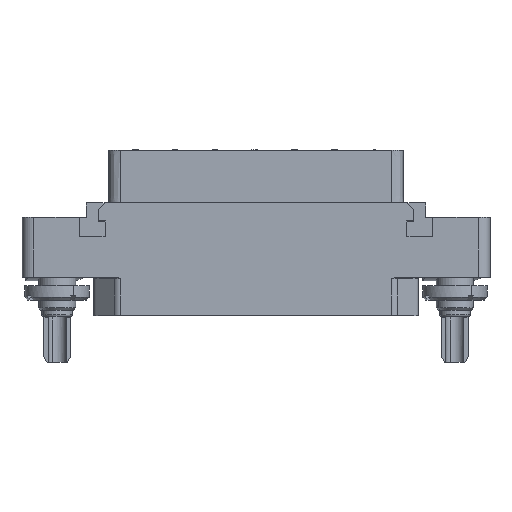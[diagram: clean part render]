
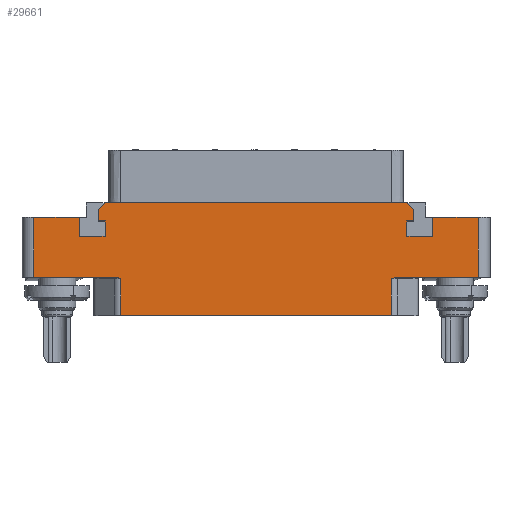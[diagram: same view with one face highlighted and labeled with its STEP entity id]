
A CAD part, top view. The second image highlights one B-rep face of the part: STEP entity #29661.
In plain terms, the highlighted planar face has unit normal (0, 0, 1).
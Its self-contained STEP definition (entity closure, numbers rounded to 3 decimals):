
#1=DIRECTION('',(1.,0.,0.));
#2=VECTOR('',#1,7.8);
#3=CARTESIAN_POINT('',(-38.,10.25,7.));
#4=LINE('',#3,#2);
#5=DIRECTION('',(0.,-1.,0.));
#6=VECTOR('',#5,3.2);
#7=CARTESIAN_POINT('',(-30.2,10.25,7.));
#8=LINE('',#7,#6);
#9=DIRECTION('',(1.,0.,0.));
#10=VECTOR('',#9,4.4);
#11=CARTESIAN_POINT('',(-30.2,7.05,7.));
#12=LINE('',#11,#10);
#13=DIRECTION('',(0.,1.,0.));
#14=VECTOR('',#13,2.6);
#15=CARTESIAN_POINT('',(-25.8,7.05,7.));
#16=LINE('',#15,#14);
#17=DIRECTION('',(-1.,0.,0.));
#18=VECTOR('',#17,1.2);
#19=CARTESIAN_POINT('',(-25.8,9.65,7.));
#20=LINE('',#19,#18);
#21=DIRECTION('',(0.,-1.,0.));
#22=VECTOR('',#21,1.9);
#23=CARTESIAN_POINT('',(-27.,11.55,7.));
#24=LINE('',#23,#22);
#25=DIRECTION('',(1.,0.,0.));
#26=VECTOR('',#25,51.6);
#27=CARTESIAN_POINT('',(-25.8,12.75,7.));
#28=LINE('',#27,#26);
#29=DIRECTION('',(0.,-1.,0.));
#30=VECTOR('',#29,1.9);
#31=CARTESIAN_POINT('',(27.,11.55,7.));
#32=LINE('',#31,#30);
#33=DIRECTION('',(-1.,0.,0.));
#34=VECTOR('',#33,1.2);
#35=CARTESIAN_POINT('',(27.,9.65,7.));
#36=LINE('',#35,#34);
#37=DIRECTION('',(0.,-1.,0.));
#38=VECTOR('',#37,2.6);
#39=CARTESIAN_POINT('',(25.8,9.65,7.));
#40=LINE('',#39,#38);
#41=DIRECTION('',(1.,0.,0.));
#42=VECTOR('',#41,4.4);
#43=CARTESIAN_POINT('',(25.8,7.05,7.));
#44=LINE('',#43,#42);
#45=DIRECTION('',(0.,1.,0.));
#46=VECTOR('',#45,3.2);
#47=CARTESIAN_POINT('',(30.2,7.05,7.));
#48=LINE('',#47,#46);
#49=DIRECTION('',(1.,0.,0.));
#50=VECTOR('',#49,7.8);
#51=CARTESIAN_POINT('',(30.2,10.25,7.));
#52=LINE('',#51,#50);
#109=DIRECTION('',(1.,0.,0.));
#110=VECTOR('',#109,14.082);
#111=CARTESIAN_POINT('',(23.918,0.,7.));
#112=LINE('',#111,#110);
#4101=DIRECTION('',(-1.,0.,0.));
#4102=VECTOR('',#4101,46.236);
#4103=CARTESIAN_POINT('',(23.118,-6.5,7.));
#4104=LINE('',#4103,#4102);
#4192=DIRECTION('',(1.,0.,0.));
#4193=VECTOR('',#4192,14.082);
#4194=CARTESIAN_POINT('',(-38.,0.,7.));
#4195=LINE('',#4194,#4193);
#8136=DIRECTION('',(0.,-1.,0.));
#8137=VECTOR('',#8136,10.25);
#8138=CARTESIAN_POINT('',(-38.,10.25,7.));
#8139=LINE('',#8138,#8137);
#8498=DIRECTION('',(0.707,-0.707,0.));
#8499=VECTOR('',#8498,1.697);
#8500=CARTESIAN_POINT('',(25.8,12.75,7.));
#8501=LINE('',#8500,#8499);
#8526=DIRECTION('',(-0.707,-0.707,0.));
#8527=VECTOR('',#8526,1.697);
#8528=CARTESIAN_POINT('',(-25.8,12.75,7.));
#8529=LINE('',#8528,#8527);
#22140=CARTESIAN_POINT('',(-23.918,0.,7.));
#22141=CARTESIAN_POINT('',(-23.907,0.,7.));
#22142=CARTESIAN_POINT('',(-23.884,0.,7.));
#22143=CARTESIAN_POINT('',(-23.85,-0.002,7.));
#22144=CARTESIAN_POINT('',(-23.814,-0.005,7.));
#22145=CARTESIAN_POINT('',(-23.776,-0.01,7.));
#22146=CARTESIAN_POINT('',(-23.734,-0.016,7.));
#22147=CARTESIAN_POINT('',(-23.688,-0.024,7.));
#22148=CARTESIAN_POINT('',(-23.636,-0.035,7.));
#22149=CARTESIAN_POINT('',(-23.577,-0.049,7.));
#22150=CARTESIAN_POINT('',(-23.515,-0.066,7.));
#22151=CARTESIAN_POINT('',(-23.451,-0.085,7.));
#22152=CARTESIAN_POINT('',(-23.385,-0.106,7.));
#22153=CARTESIAN_POINT('',(-23.318,-0.128,7.));
#22154=CARTESIAN_POINT('',(-23.251,-0.152,7.));
#22155=CARTESIAN_POINT('',(-23.184,-0.176,7.));
#22156=CARTESIAN_POINT('',(-23.14,-0.192,7.));
#22157=CARTESIAN_POINT('',(-23.118,-0.2,7.));
#22159=DIRECTION('',(0.,1.,0.));
#22160=VECTOR('',#22159,6.3);
#22161=CARTESIAN_POINT('',(-23.118,-6.5,7.));
#22162=LINE('',#22161,#22160);
#22235=DIRECTION('',(0.,1.,0.));
#22236=VECTOR('',#22235,6.3);
#22237=CARTESIAN_POINT('',(23.118,-6.5,7.));
#22238=LINE('',#22237,#22236);
#22244=CARTESIAN_POINT('',(23.118,-0.2,7.));
#22245=CARTESIAN_POINT('',(23.14,-0.192,7.));
#22246=CARTESIAN_POINT('',(23.184,-0.176,7.));
#22247=CARTESIAN_POINT('',(23.251,-0.152,7.));
#22248=CARTESIAN_POINT('',(23.318,-0.128,7.));
#22249=CARTESIAN_POINT('',(23.385,-0.106,7.));
#22250=CARTESIAN_POINT('',(23.451,-0.085,7.));
#22251=CARTESIAN_POINT('',(23.515,-0.066,7.));
#22252=CARTESIAN_POINT('',(23.577,-0.049,7.));
#22253=CARTESIAN_POINT('',(23.636,-0.035,7.));
#22254=CARTESIAN_POINT('',(23.688,-0.024,7.));
#22255=CARTESIAN_POINT('',(23.734,-0.016,7.));
#22256=CARTESIAN_POINT('',(23.776,-0.01,7.));
#22257=CARTESIAN_POINT('',(23.814,-0.005,7.));
#22258=CARTESIAN_POINT('',(23.85,-0.002,7.));
#22259=CARTESIAN_POINT('',(23.884,0.,7.));
#22260=CARTESIAN_POINT('',(23.907,0.,7.));
#22261=CARTESIAN_POINT('',(23.918,0.,7.));
#22309=DIRECTION('',(0.,1.,0.));
#22310=VECTOR('',#22309,10.25);
#22311=CARTESIAN_POINT('',(38.,0.,7.));
#22312=LINE('',#22311,#22310);
#24233=CARTESIAN_POINT('',(-30.2,10.25,7.));
#24234=CARTESIAN_POINT('',(-30.2,7.05,7.));
#24235=VERTEX_POINT('',#24233);
#24236=VERTEX_POINT('',#24234);
#24237=CARTESIAN_POINT('',(-25.8,7.05,7.));
#24238=VERTEX_POINT('',#24237);
#24239=CARTESIAN_POINT('',(-25.8,9.65,7.));
#24240=VERTEX_POINT('',#24239);
#24241=CARTESIAN_POINT('',(-27.,9.65,7.));
#24242=VERTEX_POINT('',#24241);
#24243=CARTESIAN_POINT('',(27.,9.65,7.));
#24244=CARTESIAN_POINT('',(25.8,9.65,7.));
#24245=VERTEX_POINT('',#24243);
#24246=VERTEX_POINT('',#24244);
#24247=CARTESIAN_POINT('',(25.8,7.05,7.));
#24248=VERTEX_POINT('',#24247);
#24249=CARTESIAN_POINT('',(30.2,7.05,7.));
#24250=VERTEX_POINT('',#24249);
#24251=CARTESIAN_POINT('',(30.2,10.25,7.));
#24252=VERTEX_POINT('',#24251);
#24257=CARTESIAN_POINT('',(-25.8,12.75,7.));
#24259=VERTEX_POINT('',#24257);
#24261=CARTESIAN_POINT('',(-27.,11.55,7.));
#24263=VERTEX_POINT('',#24261);
#24265=CARTESIAN_POINT('',(25.8,12.75,7.));
#24267=VERTEX_POINT('',#24265);
#24269=CARTESIAN_POINT('',(27.,11.55,7.));
#24271=VERTEX_POINT('',#24269);
#24361=CARTESIAN_POINT('',(38.,0.,7.));
#24362=CARTESIAN_POINT('',(38.,10.25,7.));
#24363=VERTEX_POINT('',#24361);
#24364=VERTEX_POINT('',#24362);
#24369=CARTESIAN_POINT('',(-38.,10.25,7.));
#24370=CARTESIAN_POINT('',(-38.,0.,7.));
#24371=VERTEX_POINT('',#24369);
#24372=VERTEX_POINT('',#24370);
#24574=CARTESIAN_POINT('',(23.118,-6.5,7.));
#24576=VERTEX_POINT('',#24574);
#24577=CARTESIAN_POINT('',(-23.118,-6.5,7.));
#24579=VERTEX_POINT('',#24577);
#24641=CARTESIAN_POINT('',(-23.118,-0.2,7.));
#24642=VERTEX_POINT('',#24641);
#24643=CARTESIAN_POINT('',(-23.918,0.,7.));
#24644=VERTEX_POINT('',#24643);
#24645=CARTESIAN_POINT('',(23.118,-0.2,7.));
#24647=VERTEX_POINT('',#24645);
#24649=CARTESIAN_POINT('',(23.918,0.,7.));
#24651=VERTEX_POINT('',#24649);
#29606=CARTESIAN_POINT('',(0.,0.,7.));
#29607=DIRECTION('',(0.,0.,-1.));
#29608=DIRECTION('',(-1.,0.,0.));
#29609=AXIS2_PLACEMENT_3D('',#29606,#29607,#29608);
#29610=PLANE('',#29609);
#29612=ORIENTED_EDGE('',*,*,#29611,.F.);
#29614=ORIENTED_EDGE('',*,*,#29613,.F.);
#29616=ORIENTED_EDGE('',*,*,#29615,.F.);
#29618=ORIENTED_EDGE('',*,*,#29617,.T.);
#29620=ORIENTED_EDGE('',*,*,#29619,.T.);
#29622=ORIENTED_EDGE('',*,*,#29621,.F.);
#29624=ORIENTED_EDGE('',*,*,#29623,.F.);
#29626=ORIENTED_EDGE('',*,*,#29625,.F.);
#29628=ORIENTED_EDGE('',*,*,#29627,.T.);
#29630=ORIENTED_EDGE('',*,*,#29629,.T.);
#29632=ORIENTED_EDGE('',*,*,#29631,.T.);
#29634=ORIENTED_EDGE('',*,*,#29633,.T.);
#29636=ORIENTED_EDGE('',*,*,#29635,.T.);
#29638=ORIENTED_EDGE('',*,*,#29637,.F.);
#29640=ORIENTED_EDGE('',*,*,#29639,.F.);
#29642=ORIENTED_EDGE('',*,*,#29641,.T.);
#29644=ORIENTED_EDGE('',*,*,#29643,.T.);
#29646=ORIENTED_EDGE('',*,*,#29645,.T.);
#29648=ORIENTED_EDGE('',*,*,#29647,.T.);
#29650=ORIENTED_EDGE('',*,*,#29649,.T.);
#29652=ORIENTED_EDGE('',*,*,#29651,.T.);
#29654=ORIENTED_EDGE('',*,*,#29653,.T.);
#29656=ORIENTED_EDGE('',*,*,#29655,.T.);
#29658=ORIENTED_EDGE('',*,*,#29657,.F.);
#29659=EDGE_LOOP('',(#29612,#29614,#29616,#29618,#29620,#29622,#29624,#29626,
#29628,#29630,#29632,#29634,#29636,#29638,#29640,#29642,#29644,#29646,#29648,
#29650,#29652,#29654,#29656,#29658));
#29660=FACE_OUTER_BOUND('',#29659,.F.);
#29661=ADVANCED_FACE('',(#29660),#29610,.F.);
#22158=B_SPLINE_CURVE_WITH_KNOTS('',3,(#22140,#22141,#22142,#22143,#22144,
#22145,#22146,#22147,#22148,#22149,#22150,#22151,#22152,#22153,#22154,#22155,
#22156,#22157),.UNSPECIFIED.,.F.,.F.,(4,1,1,1,1,1,1,1,1,1,1,1,1,1,1,4),(0.,
0.067,0.133,0.2,0.267,0.333,
0.4,0.467,0.533,0.6,0.667,
0.733,0.8,0.867,0.933,1.),
.UNSPECIFIED.);
#22262=B_SPLINE_CURVE_WITH_KNOTS('',3,(#22244,#22245,#22246,#22247,#22248,
#22249,#22250,#22251,#22252,#22253,#22254,#22255,#22256,#22257,#22258,#22259,
#22260,#22261),.UNSPECIFIED.,.F.,.F.,(4,1,1,1,1,1,1,1,1,1,1,1,1,1,1,4),(0.,
0.067,0.133,0.2,0.267,0.333,
0.4,0.467,0.533,0.6,0.667,
0.733,0.8,0.867,0.933,1.),
.UNSPECIFIED.);
#29611=EDGE_CURVE('',#24651,#24363,#112,.T.);
#29613=EDGE_CURVE('',#24647,#24651,#22262,.T.);
#29615=EDGE_CURVE('',#24576,#24647,#22238,.T.);
#29617=EDGE_CURVE('',#24576,#24579,#4104,.T.);
#29619=EDGE_CURVE('',#24579,#24642,#22162,.T.);
#29621=EDGE_CURVE('',#24644,#24642,#22158,.T.);
#29623=EDGE_CURVE('',#24372,#24644,#4195,.T.);
#29625=EDGE_CURVE('',#24371,#24372,#8139,.T.);
#29627=EDGE_CURVE('',#24371,#24235,#4,.T.);
#29629=EDGE_CURVE('',#24235,#24236,#8,.T.);
#29631=EDGE_CURVE('',#24236,#24238,#12,.T.);
#29633=EDGE_CURVE('',#24238,#24240,#16,.T.);
#29635=EDGE_CURVE('',#24240,#24242,#20,.T.);
#29637=EDGE_CURVE('',#24263,#24242,#24,.T.);
#29639=EDGE_CURVE('',#24259,#24263,#8529,.T.);
#29641=EDGE_CURVE('',#24259,#24267,#28,.T.);
#29643=EDGE_CURVE('',#24267,#24271,#8501,.T.);
#29645=EDGE_CURVE('',#24271,#24245,#32,.T.);
#29647=EDGE_CURVE('',#24245,#24246,#36,.T.);
#29649=EDGE_CURVE('',#24246,#24248,#40,.T.);
#29651=EDGE_CURVE('',#24248,#24250,#44,.T.);
#29653=EDGE_CURVE('',#24250,#24252,#48,.T.);
#29655=EDGE_CURVE('',#24252,#24364,#52,.T.);
#29657=EDGE_CURVE('',#24363,#24364,#22312,.T.);
